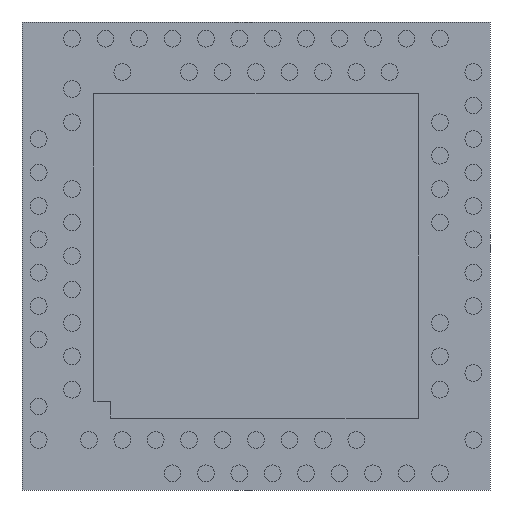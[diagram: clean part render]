
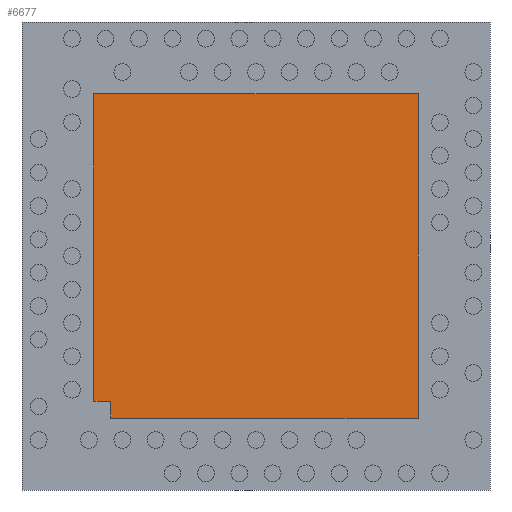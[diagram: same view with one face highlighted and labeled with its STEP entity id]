
A CAD part, front view. The second image highlights one B-rep face of the part: STEP entity #6677.
In plain terms, the highlighted planar face has unit normal (0, -1, 0).
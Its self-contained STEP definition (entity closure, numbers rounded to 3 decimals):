
#14 = EDGE_CURVE ( 'NONE', #5367, #2262, #2955, .T. ) ;
#108 = CARTESIAN_POINT ( 'NONE',  ( -2.175, 0., 0. ) ) ;
#109 = VECTOR ( 'NONE', #5001, 1000. ) ;
#164 = FACE_OUTER_BOUND ( 'NONE', #5186, .T. ) ;
#472 = PLANE ( 'NONE',  #2597 ) ;
#1008 = VERTEX_POINT ( 'NONE', #6369 ) ;
#1103 = CARTESIAN_POINT ( 'NONE',  ( 0., 0., 0. ) ) ;
#1270 = VECTOR ( 'NONE', #1973, 1000. ) ;
#1360 = VERTEX_POINT ( 'NONE', #3679 ) ;
#1409 = EDGE_CURVE ( 'NONE', #5367, #2720, #3044, .T. ) ;
#1474 = CARTESIAN_POINT ( 'NONE',  ( 0., 0., -2.425 ) ) ;
#1973 = DIRECTION ( 'NONE',  ( 0., 0., 1. ) ) ;
#2060 = LINE ( 'NONE', #1474, #3534 ) ;
#2262 = VERTEX_POINT ( 'NONE', #3127 ) ;
#2562 = CARTESIAN_POINT ( 'NONE',  ( -2.425, 0., 0. ) ) ;
#2593 = LINE ( 'NONE', #6743, #6533 ) ;
#2597 = AXIS2_PLACEMENT_3D ( 'NONE', #1103, #6783, #4863 ) ;
#2720 = VERTEX_POINT ( 'NONE', #6169 ) ;
#2721 = DIRECTION ( 'NONE',  ( 1., 0., 0. ) ) ;
#2811 = VERTEX_POINT ( 'NONE', #4161 ) ;
#2955 = LINE ( 'NONE', #2562, #1270 ) ;
#3044 = LINE ( 'NONE', #5056, #109 ) ;
#3127 = CARTESIAN_POINT ( 'NONE',  ( -2.425, 0., 2.425 ) ) ;
#3478 = DIRECTION ( 'NONE',  ( 1., 0., 0. ) ) ;
#3496 = LINE ( 'NONE', #108, #6663 ) ;
#3534 = VECTOR ( 'NONE', #2721, 1000. ) ;
#3610 = DIRECTION ( 'NONE',  ( 0., 0., 1. ) ) ;
#3679 = CARTESIAN_POINT ( 'NONE',  ( 2.425, 0., -2.425 ) ) ;
#3813 = EDGE_CURVE ( 'NONE', #2262, #2811, #2593, .T. ) ;
#4161 = CARTESIAN_POINT ( 'NONE',  ( 2.425, 0., 2.425 ) ) ;
#4368 = DIRECTION ( 'NONE',  ( 0., 0., -1. ) ) ;
#4662 = ORIENTED_EDGE ( 'NONE', *, *, #1409, .T. ) ;
#4861 = CARTESIAN_POINT ( 'NONE',  ( -2.425, 0., -2.175 ) ) ;
#4863 = DIRECTION ( 'NONE',  ( 0., 0., 1. ) ) ;
#4908 = CARTESIAN_POINT ( 'NONE',  ( 2.425, 0., 0. ) ) ;
#5001 = DIRECTION ( 'NONE',  ( 1., 0., 0. ) ) ;
#5056 = CARTESIAN_POINT ( 'NONE',  ( 0., 0., -2.175 ) ) ;
#5144 = ORIENTED_EDGE ( 'NONE', *, *, #8014, .T. ) ;
#5186 = EDGE_LOOP ( 'NONE', ( #6360, #8091, #5144, #6858, #6773, #4662 ) ) ;
#5199 = EDGE_CURVE ( 'NONE', #1008, #1360, #2060, .T. ) ;
#5367 = VERTEX_POINT ( 'NONE', #4861 ) ;
#6169 = CARTESIAN_POINT ( 'NONE',  ( -2.175, 0., -2.175 ) ) ;
#6360 = ORIENTED_EDGE ( 'NONE', *, *, #6504, .T. ) ;
#6369 = CARTESIAN_POINT ( 'NONE',  ( -2.175, 0., -2.425 ) ) ;
#6504 = EDGE_CURVE ( 'NONE', #2720, #1008, #3496, .T. ) ;
#6533 = VECTOR ( 'NONE', #3478, 1000. ) ;
#6663 = VECTOR ( 'NONE', #4368, 1000. ) ;
#6677 = ADVANCED_FACE ( 'NONE', ( #164 ), #472, .F. ) ;
#6743 = CARTESIAN_POINT ( 'NONE',  ( 0., 0., 2.425 ) ) ;
#6773 = ORIENTED_EDGE ( 'NONE', *, *, #14, .F. ) ;
#6783 = DIRECTION ( 'NONE',  ( 0., 1., 0. ) ) ;
#6858 = ORIENTED_EDGE ( 'NONE', *, *, #3813, .F. ) ;
#7365 = VECTOR ( 'NONE', #3610, 1000. ) ;
#7751 = LINE ( 'NONE', #4908, #7365 ) ;
#8014 = EDGE_CURVE ( 'NONE', #1360, #2811, #7751, .T. ) ;
#8091 = ORIENTED_EDGE ( 'NONE', *, *, #5199, .T. ) ;
